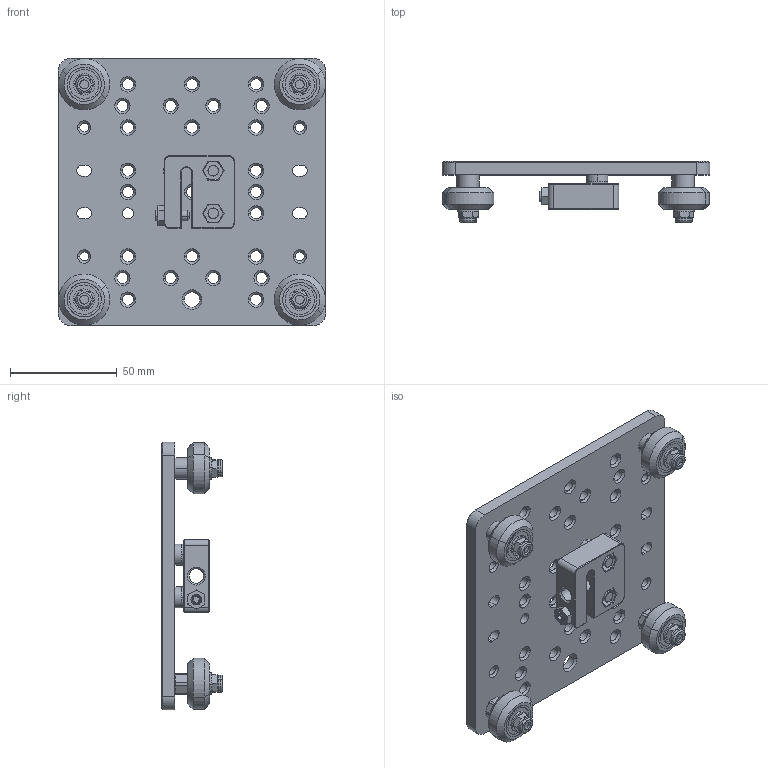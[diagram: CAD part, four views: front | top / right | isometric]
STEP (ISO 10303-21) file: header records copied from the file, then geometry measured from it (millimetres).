
FILE_DESCRIPTION (( 'STEP AP214' ), '1' );
FILE_NAME ('Êîìïëåêò ïîðòàëüíîé ïëàñòèíû äëÿ Ñ ïðîôèëÿ 125x125.STEP', '2021-09-01T13:21:50', ( 'Windows User' ), ( '' ), 'SwSTEP 2.0', 'SolidWorks 2021', '' );
FILE_SCHEMA (( 'AUTOMOTIVE_DESIGN' ));
Length unit declared in the file: millimetre
Products named in the file (16): A173 Ñòàíäàðòíûé ïëàñòèêîâûé óñèëåííûé ðîëèê äëÿ V-ïàçà; A195-Standartnyy-ekstsentrik-6-mm_-dlya-vinta-M5_podrobnaya-model__00; A143 Âèíò ñ ïëîñêîé ãîëîâêîé è âíóòð. øåñòèãðàííèêîì M5õ25; A142 Âèíò ñ ïëîñêîé ãîëîâêîé è âíóòð. øåñòèãðàííèêîì M5õ20_00; A201 Äèñòàíöèîííàÿ âòóëêà 5õ6 ìì_00; F39 Âèíò óñòàíîâî÷íûé DIN 916 Ì5 õ 16_M5(16); A180 Ïîäøèïíèê 625rs, O 5  O 16; A199 Äèñòàíöèîííàÿ âòóëêà 5õ3 ìì; A244 Áîëüøàÿ ïîðòàëüíàÿ ïëàñòèíà 125õ125 (C-ïðîôèëÿ)_00; A173 栖闉罻 豂錒罻_00; A211 Âûñîêîòî÷íàÿ äèñòàíöèîííàÿ øàéáà 5 ìì_00; Ãàéêà Ì5, íèçêàÿ DIN 439, K32_00; A233 Õîäîâàÿ ãàéêà 33x34 äëÿ òðàïåö. âèíòà 8 ìì_Žá­®¢ ; A229 Ñàìîêîíòðÿùàÿñÿ ãàéêà M5_00; A233 Õîäîâàÿ ãàéêà áåçëþôòîâàÿ 33x34_00; Êîìïëåêò ïîðòàëüíîé ïëàñòèíû äëÿ Ñ ïðîôèëÿ 125x125
Assembly tree (35 placements, depth 3):
  Êîìïëåêò ïîðòàëüíîé ïëàñòèíû äëÿ Ñ ïðîôèëÿ 125x125
    A244 Áîëüøàÿ ïîðòàëüíàÿ ïëàñòèíà 125õ125 (C-ïðîôèëÿ)_00
    A143 Âèíò ñ ïëîñêîé ãîëîâêîé è âíóòð. øåñòèãðàííèêîì M5õ25  x4
    A195-Standartnyy-ekstsentrik-6-mm_-dlya-vinta-M5_podrobnaya-model__00  x2
    A211 Âûñîêîòî÷íàÿ äèñòàíöèîííàÿ øàéáà 5 ìì_00  x6
    A173 栖闉罻 豂錒罻_00  x4
      A173 Ñòàíäàðòíûé ïëàñòèêîâûé óñèëåííûé ðîëèê äëÿ V-ïàçà
      A180 Ïîäøèïíèê 625rs, O 5  O 16
      A211 Âûñîêîòî÷íàÿ äèñòàíöèîííàÿ øàéáà 5 ìì_00
    A229 Ñàìîêîíòðÿùàÿñÿ ãàéêà M5_00  x4
    A201 Äèñòàíöèîííàÿ âòóëêà 5õ6 ìì_00  x2
    A142 Âèíò ñ ïëîñêîé ãîëîâêîé è âíóòð. øåñòèãðàííèêîì M5õ20_00  x2
    A199 Äèñòàíöèîííàÿ âòóëêà 5õ3 ìì  x2
    A233 Õîäîâàÿ ãàéêà áåçëþôòîâàÿ 33x34_00
      A233 Õîäîâàÿ ãàéêà 33x34 äëÿ òðàïåö. âèíòà 8 ìì_Žá­®¢ 
      F39 Âèíò óñòàíîâî÷íûé DIN 916 Ì5 õ 16_M5(16)
      Ãàéêà Ì5, íèçêàÿ DIN 439, K32_00
Bounding box: 125.1 x 28.45 x 125.1 mm (x, y, z)
Volume: 118795.4 mm3; surface area: 62478.4 mm2
Topology: 42 solids, 42 shells, 1135 faces, 2589 edges, 1606 vertices
Faces by surface type: cylinder 424, plane 342, cone 317, torus 52
Entity records: 21471 total; most frequent: CARTESIAN_POINT 3991, DIRECTION 3550, ORIENTED_EDGE 3166, EDGE_CURVE 1583, AXIS2_PLACEMENT_3D 1389, VERTEX_POINT 964, EDGE_LOOP 811, LINE 772
